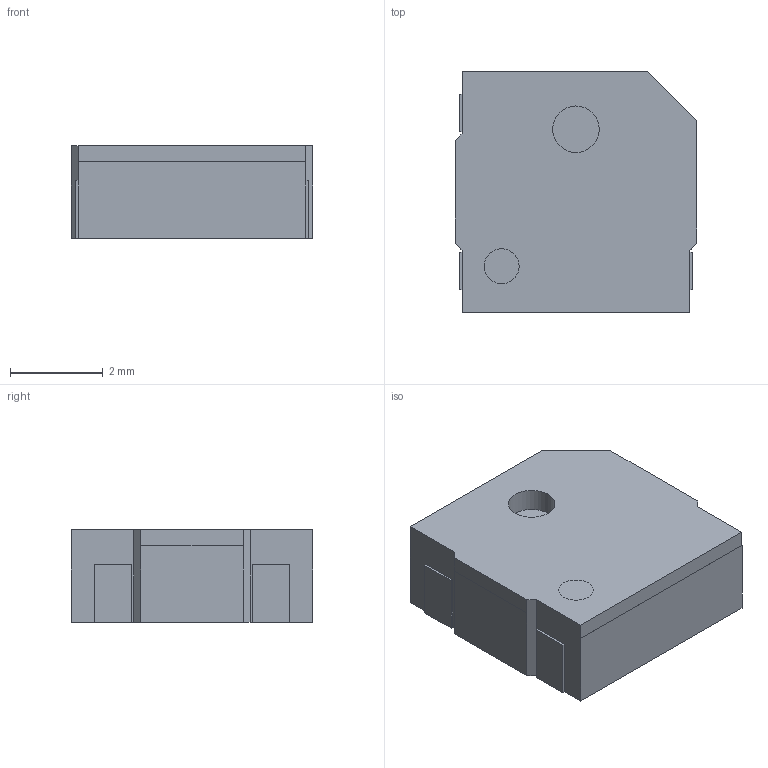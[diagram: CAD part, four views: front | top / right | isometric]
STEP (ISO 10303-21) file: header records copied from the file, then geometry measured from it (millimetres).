
FILE_DESCRIPTION(/* description */ ('Alibre Inc.'),/* implementation_level */ '2;1');
FILE_NAME(/* name */ 'export0',/* time_stamp */ '2018-10-09T20:16:56-05:00',/* author */ (''),/* organization */ (''),/* preprocessor_version */ 'ST-DEVELOPER v17',/* originating_system */ 'Alibre',/* authorisation */ '');
FILE_SCHEMA (('CONFIG_CONTROL_DESIGN'));
Length unit declared in the file: millimetre
Products named in the file (1): ID_1
Bounding box: 5.2 x 5.2 x 2 mm (x, y, z)
Volume: 51.4 mm3; surface area: 93.9 mm2
Topology: 1 solids, 1 shells, 47 faces, 123 edges, 82 vertices
Faces by surface type: plane 43, cylinder 4
Full cylindrical faces by diameter (mm): 0.5 x2, 0.75 x1, 1 x1
Entity records: 1427 total; most frequent: CARTESIAN_POINT 243, ORIENTED_EDGE 238, DIRECTION 173, EDGE_CURVE 119, VECTOR 108, LINE 108, VERTEX_POINT 82, EDGE_LOOP 55
